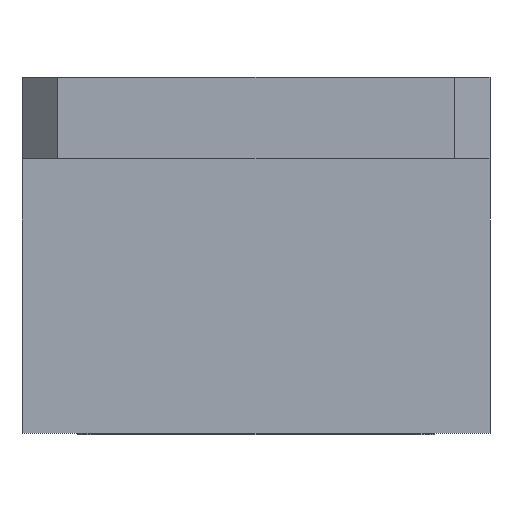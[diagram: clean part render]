
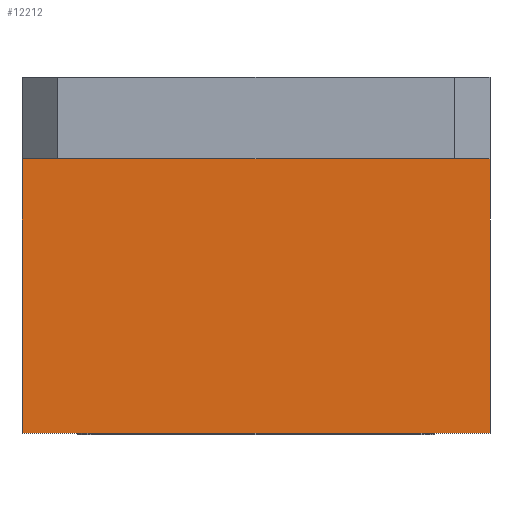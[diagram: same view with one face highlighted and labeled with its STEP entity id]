
A CAD part, front view. The second image highlights one B-rep face of the part: STEP entity #12212.
In plain terms, the highlighted planar face has unit normal (0, -1, 0).
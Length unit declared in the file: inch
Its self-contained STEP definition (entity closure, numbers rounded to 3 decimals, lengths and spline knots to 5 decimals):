
#843 = VERTEX_POINT ( 'NONE', #22556 ) ;
#3225 = DIRECTION ( 'NONE',  ( 0., 0., -1. ) ) ;
#4513 = DIRECTION ( 'NONE',  ( 0., 0., 1. ) ) ;
#6251 = VERTEX_POINT ( 'NONE', #24290 ) ;
#6847 = ORIENTED_EDGE ( 'NONE', *, *, #17379, .F. ) ;
#7431 = CARTESIAN_POINT ( 'NONE',  ( -0.657, -0.33, 0. ) ) ;
#7482 = LINE ( 'NONE', #7431, #33314 ) ;
#7698 = AXIS2_PLACEMENT_3D ( 'NONE', #15174, #20527, #4513 ) ;
#7741 = EDGE_LOOP ( 'NONE', ( #6847, #9742, #33225, #24282 ) ) ;
#9742 = ORIENTED_EDGE ( 'NONE', *, *, #31651, .T. ) ;
#10560 = VECTOR ( 'NONE', #3225, 39.37008 ) ;
#12212 = ADVANCED_FACE ( 'NONE', ( #27720 ), #20413, .F. ) ;
#14064 = CARTESIAN_POINT ( 'NONE',  ( 0.657, -0.33, -0.23 ) ) ;
#15155 = LINE ( 'NONE', #32576, #10560 ) ;
#15174 = CARTESIAN_POINT ( 'NONE',  ( 1.85517, -0.33, 0. ) ) ;
#15386 = DIRECTION ( 'NONE',  ( 1., 0., 0. ) ) ;
#17135 = VERTEX_POINT ( 'NONE', #14064 ) ;
#17379 = EDGE_CURVE ( 'NONE', #6251, #17135, #20694, .T. ) ;
#20413 = PLANE ( 'NONE',  #7698 ) ;
#20527 = DIRECTION ( 'NONE',  ( 0., 1., 0. ) ) ;
#20564 = EDGE_CURVE ( 'NONE', #17135, #843, #15155, .T. ) ;
#20694 = LINE ( 'NONE', #34256, #21943 ) ;
#21410 = EDGE_CURVE ( 'NONE', #843, #25457, #29748, .T. ) ;
#21943 = VECTOR ( 'NONE', #15386, 39.37008 ) ;
#22556 = CARTESIAN_POINT ( 'NONE',  ( 0.657, -0.33, -1. ) ) ;
#23172 = CARTESIAN_POINT ( 'NONE',  ( 1.85517, -0.33, -1. ) ) ;
#23499 = VECTOR ( 'NONE', #25999, 39.37008 ) ;
#24282 = ORIENTED_EDGE ( 'NONE', *, *, #20564, .F. ) ;
#24290 = CARTESIAN_POINT ( 'NONE',  ( -0.657, -0.33, -0.23 ) ) ;
#25457 = VERTEX_POINT ( 'NONE', #29741 ) ;
#25999 = DIRECTION ( 'NONE',  ( -1., 0., 0. ) ) ;
#26098 = DIRECTION ( 'NONE',  ( 0., 0., -1. ) ) ;
#27720 = FACE_OUTER_BOUND ( 'NONE', #7741, .T. ) ;
#29741 = CARTESIAN_POINT ( 'NONE',  ( -0.657, -0.33, -1. ) ) ;
#29748 = LINE ( 'NONE', #23172, #23499 ) ;
#31651 = EDGE_CURVE ( 'NONE', #6251, #25457, #7482, .T. ) ;
#32576 = CARTESIAN_POINT ( 'NONE',  ( 0.657, -0.33, 0. ) ) ;
#33225 = ORIENTED_EDGE ( 'NONE', *, *, #21410, .F. ) ;
#33314 = VECTOR ( 'NONE', #26098, 39.37008 ) ;
#34256 = CARTESIAN_POINT ( 'NONE',  ( 0., -0.33, -0.23 ) ) ;
